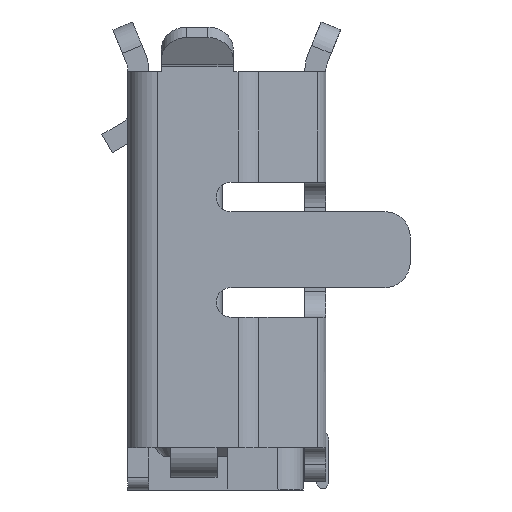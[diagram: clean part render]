
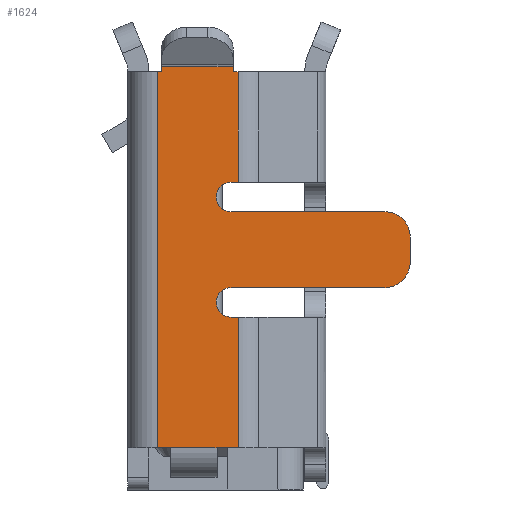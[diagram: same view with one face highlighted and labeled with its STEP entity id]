
A CAD part, left-side view. The second image highlights one B-rep face of the part: STEP entity #1624.
In plain terms, the highlighted face is planar.
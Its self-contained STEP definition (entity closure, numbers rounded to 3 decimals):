
#1624 = ADVANCED_FACE( 'NONE', ( #3271 ), #3272, .F. );
#3271 = FACE_OUTER_BOUND( '', #5316, .T. );
#3272 = PLANE( '', #5317 );
#5316 = EDGE_LOOP( '', ( #10293, #10294, #10295, #10296, #10297, #10298, #10299, #10300, #10301, #10302, #10303, #10304, #10305, #10306, #10307, #10308, #10309, #10310, #10311, #10312 ) );
#5317 = AXIS2_PLACEMENT_3D( '', #10313, #10314, #10315 );
#10293 = ORIENTED_EDGE( '', *, *, #10992, .F. );
#10294 = ORIENTED_EDGE( '', *, *, #12542, .T. );
#10295 = ORIENTED_EDGE( '', *, *, #11814, .F. );
#10296 = ORIENTED_EDGE( '', *, *, #11951, .F. );
#10297 = ORIENTED_EDGE( '', *, *, #11308, .T. );
#10298 = ORIENTED_EDGE( '', *, *, #12397, .F. );
#10299 = ORIENTED_EDGE( '', *, *, #11083, .T. );
#10300 = ORIENTED_EDGE( '', *, *, #11054, .F. );
#10301 = ORIENTED_EDGE( '', *, *, #12450, .F. );
#10302 = ORIENTED_EDGE( '', *, *, #11458, .F. );
#10303 = ORIENTED_EDGE( '', *, *, #12230, .F. );
#10304 = ORIENTED_EDGE( '', *, *, #11942, .F. );
#10305 = ORIENTED_EDGE( '', *, *, #12020, .T. );
#10306 = ORIENTED_EDGE( '', *, *, #12256, .F. );
#10307 = ORIENTED_EDGE( '', *, *, #12518, .T. );
#10308 = ORIENTED_EDGE( '', *, *, #11945, .T. );
#10309 = ORIENTED_EDGE( '', *, *, #12641, .F. );
#10310 = ORIENTED_EDGE( '', *, *, #12607, .F. );
#10311 = ORIENTED_EDGE( '', *, *, #11446, .F. );
#10312 = ORIENTED_EDGE( '', *, *, #11292, .F. );
#10313 = CARTESIAN_POINT( '', ( 1.824, 7.609, 0.91 ) );
#10314 = DIRECTION( '', ( 0., -1., 0. ) );
#10315 = DIRECTION( '', ( 0., 0., -1. ) );
#10992 = EDGE_CURVE( 'NONE', #13352, #13350, #13354, .T. );
#11054 = EDGE_CURVE( 'NONE', #13454, #13449, #13456, .T. );
#11083 = EDGE_CURVE( 'NONE', #13503, #13449, #13505, .T. );
#11292 = EDGE_CURVE( 'NONE', #13350, #13857, #13858, .T. );
#11308 = EDGE_CURVE( 'NONE', #13868, #13883, #13885, .T. );
#11446 = EDGE_CURVE( 'NONE', #13857, #14103, #14104, .T. );
#11458 = EDGE_CURVE( 'NONE', #14120, #14122, #14123, .T. );
#11814 = EDGE_CURVE( 'NONE', #14667, #14668, #14669, .T. );
#11942 = EDGE_CURVE( 'NONE', #14841, #13779, #14843, .T. );
#11945 = EDGE_CURVE( 'NONE', #14847, #14845, #14848, .T. );
#11951 = EDGE_CURVE( 'NONE', #13868, #14667, #14854, .T. );
#12020 = EDGE_CURVE( 'NONE', #14841, #14947, #14949, .T. );
#12230 = EDGE_CURVE( 'NONE', #13779, #14120, #15232, .T. );
#12256 = EDGE_CURVE( 'NONE', #15264, #14947, #15266, .T. );
#12397 = EDGE_CURVE( 'NONE', #13503, #13883, #15433, .T. );
#12450 = EDGE_CURVE( 'NONE', #14122, #13454, #15496, .T. );
#12518 = EDGE_CURVE( 'NONE', #15264, #14847, #15569, .T. );
#12542 = EDGE_CURVE( 'NONE', #13352, #14668, #15594, .T. );
#12607 = EDGE_CURVE( 'NONE', #14103, #15664, #15665, .T. );
#12641 = EDGE_CURVE( 'NONE', #15664, #14845, #15701, .T. );
#13350 = VERTEX_POINT( 'NONE', #16790 );
#13352 = VERTEX_POINT( 'NONE', #16793 );
#13354 = LINE( '', #16796, #16797 );
#13449 = VERTEX_POINT( 'NONE', #16928 );
#13454 = VERTEX_POINT( 'NONE', #16934 );
#13456 = LINE( '', #16937, #16938 );
#13503 = VERTEX_POINT( 'NONE', #17003 );
#13505 = LINE( '', #17005, #17006 );
#13779 = VERTEX_POINT( 'NONE', #17451 );
#13857 = VERTEX_POINT( 'NONE', #17561 );
#13858 = CIRCLE( '', #17562, 0.3 );
#13868 = VERTEX_POINT( 'NONE', #17574 );
#13883 = VERTEX_POINT( 'NONE', #17594 );
#13885 = LINE( '', #17597, #17598 );
#14103 = VERTEX_POINT( 'NONE', #17939 );
#14104 = LINE( '', #17940, #17941 );
#14120 = VERTEX_POINT( 'NONE', #17962 );
#14122 = VERTEX_POINT( 'NONE', #17964 );
#14123 = LINE( '', #17965, #17966 );
#14667 = VERTEX_POINT( 'NONE', #18808 );
#14668 = VERTEX_POINT( 'NONE', #18809 );
#14669 = LINE( '', #18810, #18811 );
#14841 = VERTEX_POINT( 'NONE', #19122 );
#14843 = LINE( '', #19124, #19125 );
#14845 = VERTEX_POINT( 'NONE', #19127 );
#14847 = VERTEX_POINT( 'NONE', #19130 );
#14848 = CIRCLE( '', #19131, 0.175 );
#14854 = LINE( '', #19139, #19140 );
#14947 = VERTEX_POINT( 'NONE', #19328 );
#14949 = LINE( '', #19330, #19331 );
#15232 = LINE( '', #19766, #19767 );
#15264 = VERTEX_POINT( 'NONE', #19831 );
#15266 = LINE( '', #19833, #19834 );
#15433 = LINE( '', #20090, #20091 );
#15496 = LINE( '', #20198, #20199 );
#15569 = LINE( '', #20295, #20296 );
#15594 = CIRCLE( '', #20332, 0.175 );
#15664 = VERTEX_POINT( 'NONE', #20428 );
#15665 = CIRCLE( '', #20429, 0.3 );
#15701 = LINE( '', #20477, #20478 );
#16790 = CARTESIAN_POINT( '', ( 4.714, 7.609, 0.55 ) );
#16793 = CARTESIAN_POINT( '', ( 4.714, 7.609, -1.275 ) );
#16796 = CARTESIAN_POINT( '', ( 4.714, 7.609, 0.587 ) );
#16797 = VECTOR( '', #20952, 1000. );
#16928 = CARTESIAN_POINT( '', ( 6.434, 7.609, -2.1 ) );
#16934 = CARTESIAN_POINT( '', ( 6.374, 7.609, -2.1 ) );
#16937 = CARTESIAN_POINT( '', ( 1.824, 7.609, -2.1 ) );
#16938 = VECTOR( '', #21021, 1000. );
#17003 = CARTESIAN_POINT( '', ( 6.434, 7.609, -1.25 ) );
#17005 = CARTESIAN_POINT( '', ( 6.434, 7.609, -1.25 ) );
#17006 = VECTOR( '', #21052, 1000. );
#17451 = CARTESIAN_POINT( '', ( 1.914, 7.609, -1.99 ) );
#17561 = CARTESIAN_POINT( '', ( 4.414, 7.609, 0.85 ) );
#17562 = AXIS2_PLACEMENT_3D( '', #21262, #21263, #21264 );
#17574 = CARTESIAN_POINT( '', ( 6.374, 7.609, -1.191 ) );
#17594 = CARTESIAN_POINT( '', ( 6.374, 7.609, -1.25 ) );
#17597 = CARTESIAN_POINT( '', ( 6.374, 7.609, 0.91 ) );
#17598 = VECTOR( '', #21288, 1000. );
#17939 = CARTESIAN_POINT( '', ( 4.114, 7.609, 0.85 ) );
#17940 = CARTESIAN_POINT( '', ( 1.824, 7.609, 0.85 ) );
#17941 = VECTOR( '', #21427, 1000. );
#17962 = CARTESIAN_POINT( '', ( 1.914, 7.609, -2.15 ) );
#17964 = CARTESIAN_POINT( '', ( 6.374, 7.609, -2.15 ) );
#17965 = CARTESIAN_POINT( '', ( 1.914, 7.609, -2.15 ) );
#17966 = VECTOR( '', #21442, 1000. );
#18808 = CARTESIAN_POINT( '', ( 5.064, 7.609, -1.191 ) );
#18809 = CARTESIAN_POINT( '', ( 5.064, 7.609, -1.275 ) );
#18810 = CARTESIAN_POINT( '', ( 5.064, 7.609, -1.179 ) );
#18811 = VECTOR( '', #21814, 1000. );
#19122 = CARTESIAN_POINT( '', ( 1.914, 7.609, -1.441 ) );
#19124 = CARTESIAN_POINT( '', ( 1.914, 7.609, -1.441 ) );
#19125 = VECTOR( '', #21932, 1000. );
#19127 = CARTESIAN_POINT( '', ( 3.814, 7.609, -1.275 ) );
#19130 = CARTESIAN_POINT( '', ( 3.464, 7.609, -1.275 ) );
#19131 = AXIS2_PLACEMENT_3D( '', #21934, #21935, #21936 );
#19139 = CARTESIAN_POINT( '', ( 1.824, 7.609, -1.191 ) );
#19140 = VECTOR( '', #21942, 1000. );
#19328 = CARTESIAN_POINT( '', ( 1.914, 7.609, -1.191 ) );
#19330 = CARTESIAN_POINT( '', ( 1.914, 7.609, -1.179 ) );
#19331 = VECTOR( '', #22005, 1000. );
#19766 = CARTESIAN_POINT( '', ( 1.914, 7.609, 0.91 ) );
#19767 = VECTOR( '', #22227, 1000. );
#19831 = CARTESIAN_POINT( '', ( 3.464, 7.609, -1.191 ) );
#19833 = CARTESIAN_POINT( '', ( 1.824, 7.609, -1.191 ) );
#19834 = VECTOR( '', #22252, 1000. );
#20090 = CARTESIAN_POINT( '', ( 6.446, 7.609, -1.25 ) );
#20091 = VECTOR( '', #22380, 1000. );
#20198 = CARTESIAN_POINT( '', ( 6.374, 7.609, -2.088 ) );
#20199 = VECTOR( '', #22421, 1000. );
#20295 = CARTESIAN_POINT( '', ( 3.464, 7.609, -1.179 ) );
#20296 = VECTOR( '', #22475, 1000. );
#20332 = AXIS2_PLACEMENT_3D( '', #22490, #22491, #22492 );
#20428 = CARTESIAN_POINT( '', ( 3.814, 7.609, 0.55 ) );
#20429 = AXIS2_PLACEMENT_3D( '', #22540, #22541, #22542 );
#20477 = CARTESIAN_POINT( '', ( 3.814, 7.609, -1.312 ) );
#20478 = VECTOR( '', #22561, 1000. );
#20952 = DIRECTION( '', ( 0., 0., 1. ) );
#21021 = DIRECTION( '', ( 1., 0., 0. ) );
#21052 = DIRECTION( '', ( 0., 0., -1. ) );
#21262 = CARTESIAN_POINT( '', ( 4.414, 7.609, 0.55 ) );
#21263 = DIRECTION( '', ( 0., -1., 0. ) );
#21264 = DIRECTION( '', ( -1., 0., 0. ) );
#21288 = DIRECTION( '', ( 0., 0., -1. ) );
#21427 = DIRECTION( '', ( -1., 0., 0. ) );
#21442 = DIRECTION( '', ( 1., 0., 0. ) );
#21814 = DIRECTION( '', ( 0., 0., -1. ) );
#21932 = DIRECTION( '', ( 0., 0., -1. ) );
#21934 = CARTESIAN_POINT( '', ( 3.639, 7.609, -1.275 ) );
#21935 = DIRECTION( '', ( 0., -1., 0. ) );
#21936 = DIRECTION( '', ( 0., 0., 1. ) );
#21942 = DIRECTION( '', ( -1., 0., 0. ) );
#22005 = DIRECTION( '', ( 0., 0., 1. ) );
#22227 = DIRECTION( '', ( 0., 0., -1. ) );
#22252 = DIRECTION( '', ( -1., 0., 0. ) );
#22380 = DIRECTION( '', ( -1., 0., 0. ) );
#22421 = DIRECTION( '', ( 0., 0., 1. ) );
#22475 = DIRECTION( '', ( 0., 0., -1. ) );
#22490 = CARTESIAN_POINT( '', ( 4.889, 7.609, -1.275 ) );
#22491 = DIRECTION( '', ( 0., -1., 0. ) );
#22492 = DIRECTION( '', ( 0., 0., -1. ) );
#22540 = CARTESIAN_POINT( '', ( 4.114, 7.609, 0.55 ) );
#22541 = DIRECTION( '', ( 0., -1., 0. ) );
#22542 = DIRECTION( '', ( 0., 0., 1. ) );
#22561 = DIRECTION( '', ( 0., 0., -1. ) );
